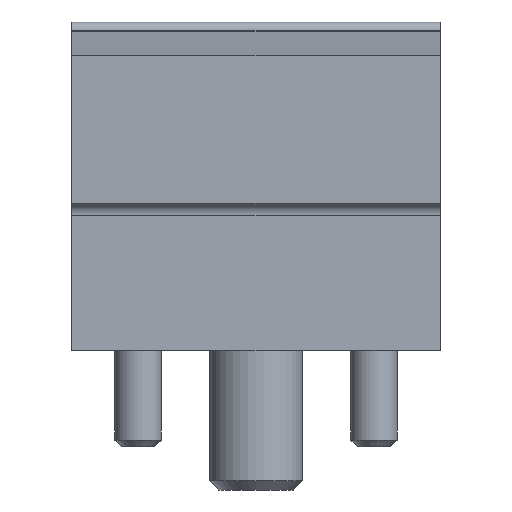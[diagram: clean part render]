
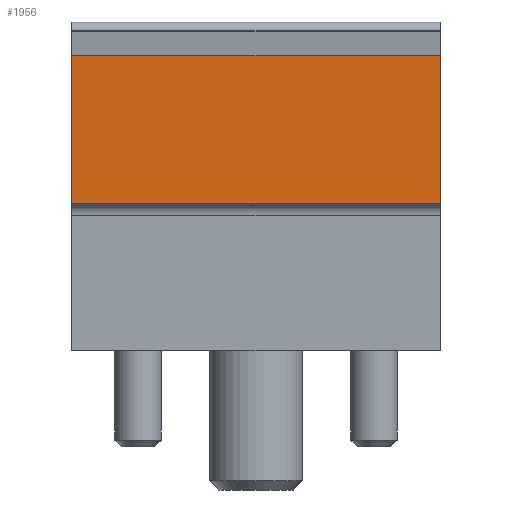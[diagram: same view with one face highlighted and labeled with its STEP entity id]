
A CAD part, front view. The second image highlights one B-rep face of the part: STEP entity #1956.
In plain terms, the highlighted planar face has unit normal (0, -1, 0).
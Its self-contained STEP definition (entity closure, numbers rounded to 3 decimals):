
#139 = EDGE_CURVE ( 'NONE', #3051, #1859, #3418, .T. ) ;
#217 = CARTESIAN_POINT ( 'NONE',  ( 7.938, -14.287, 6.35 ) ) ;
#218 = EDGE_CURVE ( 'NONE', #1859, #3395, #3221, .T. ) ;
#251 = PLANE ( 'NONE',  #3225 ) ;
#293 = ORIENTED_EDGE ( 'NONE', *, *, #218, .T. ) ;
#474 = FACE_OUTER_BOUND ( 'NONE', #1635, .T. ) ;
#532 = EDGE_CURVE ( 'NONE', #3951, #3395, #2819, .T. ) ;
#563 = ORIENTED_EDGE ( 'NONE', *, *, #532, .F. ) ;
#745 = DIRECTION ( 'NONE',  ( -1., 0., 0. ) ) ;
#817 = VECTOR ( 'NONE', #941, 1000. ) ;
#941 = DIRECTION ( 'NONE',  ( 0., 0., -1. ) ) ;
#1022 = CARTESIAN_POINT ( 'NONE',  ( 7.938, -14.287, 6.35 ) ) ;
#1056 = VECTOR ( 'NONE', #745, 1000. ) ;
#1063 = CARTESIAN_POINT ( 'NONE',  ( -7.938, -14.287, 12.7 ) ) ;
#1169 = DIRECTION ( 'NONE',  ( -1., 0., 0. ) ) ;
#1223 = EDGE_CURVE ( 'NONE', #3051, #3951, #2158, .T. ) ;
#1359 = CARTESIAN_POINT ( 'NONE',  ( 7.938, -14.287, 12.7 ) ) ;
#1635 = EDGE_LOOP ( 'NONE', ( #293, #563, #3390, #3529 ) ) ;
#1850 = CARTESIAN_POINT ( 'NONE',  ( 7.938, -14.287, 6.35 ) ) ;
#1859 = VERTEX_POINT ( 'NONE', #1063 ) ;
#1956 = ADVANCED_FACE ( 'NONE', ( #474 ), #251, .F. ) ;
#2158 = LINE ( 'NONE', #3845, #2395 ) ;
#2395 = VECTOR ( 'NONE', #2605, 1000. ) ;
#2494 = CARTESIAN_POINT ( 'NONE',  ( -7.938, -14.287, 6.35 ) ) ;
#2605 = DIRECTION ( 'NONE',  ( 0., 0., -1. ) ) ;
#2762 = DIRECTION ( 'NONE',  ( 0., 1., 0. ) ) ;
#2819 = LINE ( 'NONE', #1022, #1056 ) ;
#2845 = CARTESIAN_POINT ( 'NONE',  ( -7.938, -14.287, 6.35 ) ) ;
#3051 = VERTEX_POINT ( 'NONE', #1359 ) ;
#3221 = LINE ( 'NONE', #2494, #817 ) ;
#3225 = AXIS2_PLACEMENT_3D ( 'NONE', #1850, #2762, #3726 ) ;
#3390 = ORIENTED_EDGE ( 'NONE', *, *, #1223, .F. ) ;
#3395 = VERTEX_POINT ( 'NONE', #2845 ) ;
#3418 = LINE ( 'NONE', #4059, #3463 ) ;
#3463 = VECTOR ( 'NONE', #1169, 1000. ) ;
#3529 = ORIENTED_EDGE ( 'NONE', *, *, #139, .T. ) ;
#3726 = DIRECTION ( 'NONE',  ( -1., 0., 0. ) ) ;
#3845 = CARTESIAN_POINT ( 'NONE',  ( 7.938, -14.287, 6.35 ) ) ;
#3951 = VERTEX_POINT ( 'NONE', #217 ) ;
#4059 = CARTESIAN_POINT ( 'NONE',  ( 7.938, -14.287, 12.7 ) ) ;
